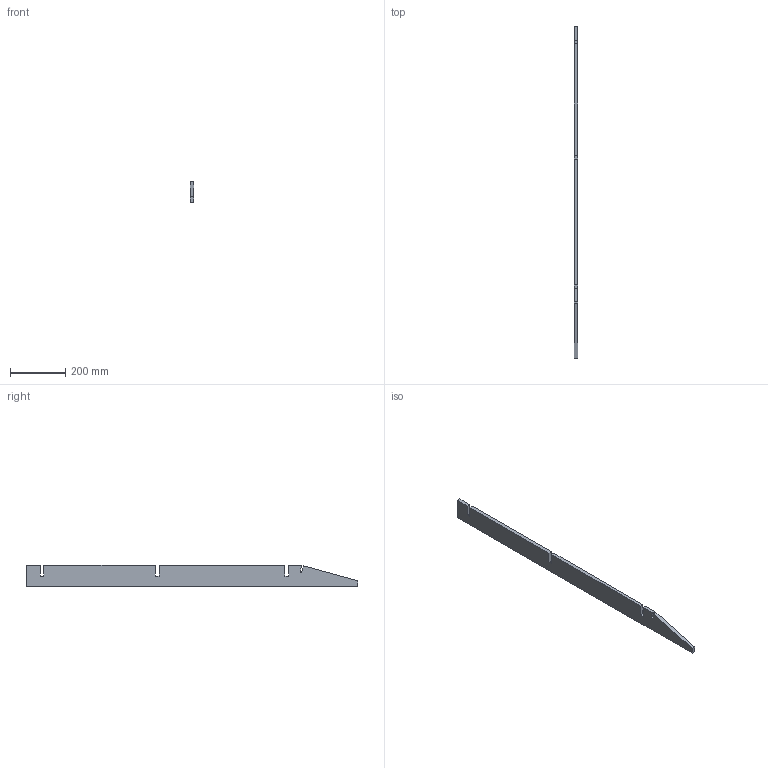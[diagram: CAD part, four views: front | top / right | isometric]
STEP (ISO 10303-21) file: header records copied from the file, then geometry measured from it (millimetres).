
FILE_DESCRIPTION(/* description */ (''),/* implementation_level */ '2;1');
FILE_NAME(/* name */ 'GE-18105.ipt.stp',/* time_stamp */ '2018-01-01T11:20:26-08:00',/* author */ ('PhillipD'),/* organization */ (''),/* preprocessor_version */ 'ST-DEVELOPER v16.13',/* originating_system */ 'Autodesk Inventor 2018',/* authorisation */ '');
FILE_SCHEMA (('AUTOMOTIVE_DESIGN { 1 0 10303 214 3 1 1 }'));
Length unit declared in the file: inch
Products named in the file (1): GE-18105
Bounding box: 12.45 x 1196.74 x 76.2 mm (x, y, z)
Volume: 1045132 mm3; surface area: 202503 mm2
Topology: 1 solids, 1 shells, 22 faces, 60 edges, 40 vertices
Faces by surface type: plane 21, cylinder 1
Entity records: 734 total; most frequent: CARTESIAN_POINT 123, ORIENTED_EDGE 120, DIRECTION 108, EDGE_CURVE 60, LINE 58, VECTOR 58, VERTEX_POINT 40, AXIS2_PLACEMENT_3D 25
